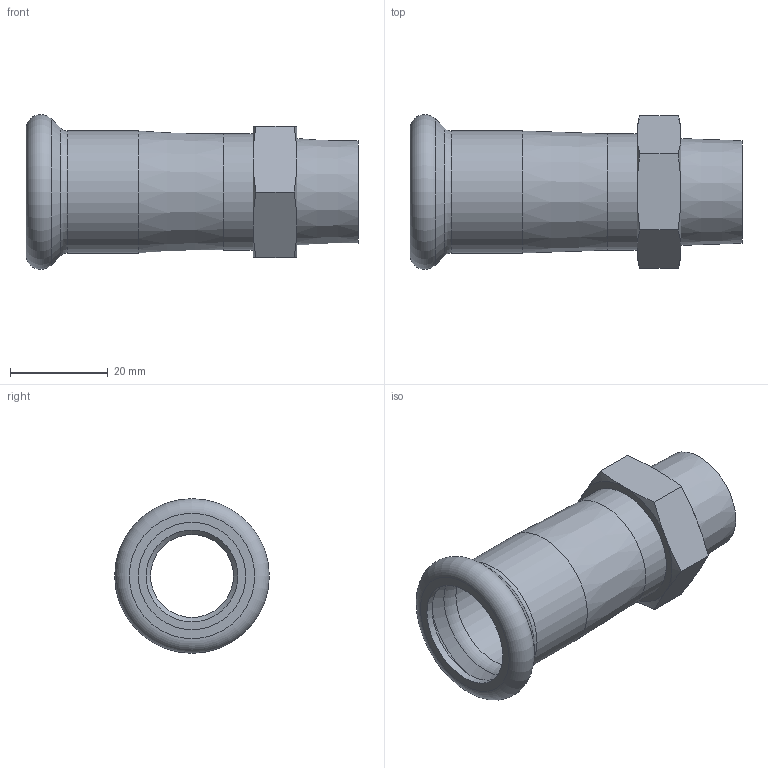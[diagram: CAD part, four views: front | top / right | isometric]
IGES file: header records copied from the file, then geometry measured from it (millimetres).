
Global section: file name: No Iges File Name specified; native system: Autodesk Inventor 2012; preprocessor: AutoDesk Inventor Iges Exporter R2012; author: aporro; date: 20130605.142614; units: millimetre
Bounding box: 68 x 31.69 x 31.69 mm (x, y, z)
Volume: 11478.3 mm3; surface area: 11169.8 mm2
Topology: 1 solids, 1 shells, 41 faces, 81 edges, 47 vertices
Faces by surface type: cone 15, plane 13, revolution 9, cylinder 2, torus 2
Full cylindrical faces by diameter (mm): 23.8 x1, 25 x1
